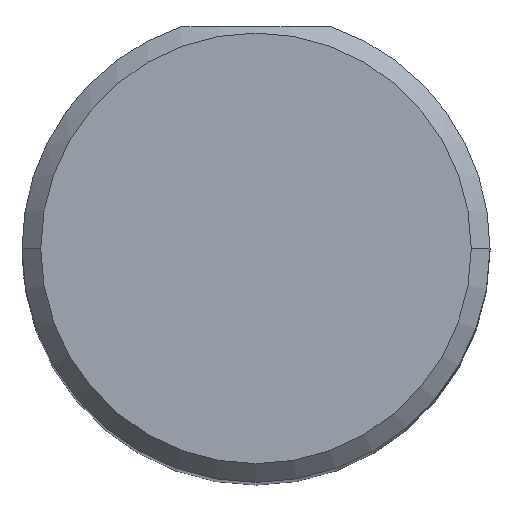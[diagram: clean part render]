
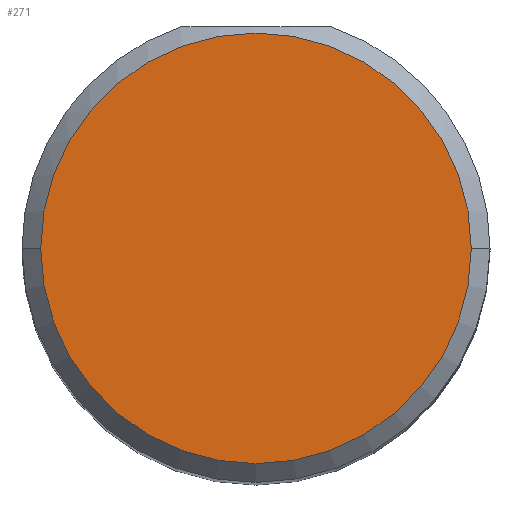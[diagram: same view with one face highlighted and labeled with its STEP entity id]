
A CAD part, top view. The second image highlights one B-rep face of the part: STEP entity #271.
In plain terms, the highlighted planar face has unit normal (0, 0, 1).
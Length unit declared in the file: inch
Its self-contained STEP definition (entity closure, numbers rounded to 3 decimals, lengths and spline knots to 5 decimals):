
#13 = VERTEX_POINT ( 'NONE', #247 ) ;
#19 = ORIENTED_EDGE ( 'NONE', *, *, #551, .F. ) ;
#23 = DIRECTION ( 'NONE',  ( -1., 0., 0. ) ) ;
#44 = CIRCLE ( 'NONE', #172, 0.1725 ) ;
#71 = CARTESIAN_POINT ( 'NONE',  ( 0.75, 0., 2.5 ) ) ;
#97 = DIRECTION ( 'NONE',  ( -1., 0., 0. ) ) ;
#99 = AXIS2_PLACEMENT_3D ( 'NONE', #290, #398, #97 ) ;
#100 = EDGE_LOOP ( 'NONE', ( #19, #359 ) ) ;
#157 = EDGE_CURVE ( 'NONE', #408, #13, #468, .T. ) ;
#172 = AXIS2_PLACEMENT_3D ( 'NONE', #534, #488, #241 ) ;
#194 = PLANE ( 'NONE',  #99 ) ;
#241 = DIRECTION ( 'NONE',  ( -1., 0., 0. ) ) ;
#247 = CARTESIAN_POINT ( 'NONE',  ( 0.9225, 0., 2.5 ) ) ;
#271 = ADVANCED_FACE ( 'NONE', ( #301 ), #194, .T. ) ;
#290 = CARTESIAN_POINT ( 'NONE',  ( 0.75, 0., 2.5 ) ) ;
#301 = FACE_OUTER_BOUND ( 'NONE', #100, .T. ) ;
#359 = ORIENTED_EDGE ( 'NONE', *, *, #157, .F. ) ;
#369 = DIRECTION ( 'NONE',  ( 0., 0., -1. ) ) ;
#398 = DIRECTION ( 'NONE',  ( 0., 0., 1. ) ) ;
#408 = VERTEX_POINT ( 'NONE', #585 ) ;
#468 = CIRCLE ( 'NONE', #559, 0.1725 ) ;
#488 = DIRECTION ( 'NONE',  ( 0., 0., -1. ) ) ;
#534 = CARTESIAN_POINT ( 'NONE',  ( 0.75, 0., 2.5 ) ) ;
#551 = EDGE_CURVE ( 'NONE', #13, #408, #44, .T. ) ;
#559 = AXIS2_PLACEMENT_3D ( 'NONE', #71, #369, #23 ) ;
#585 = CARTESIAN_POINT ( 'NONE',  ( 0.5775, 0., 2.5 ) ) ;
